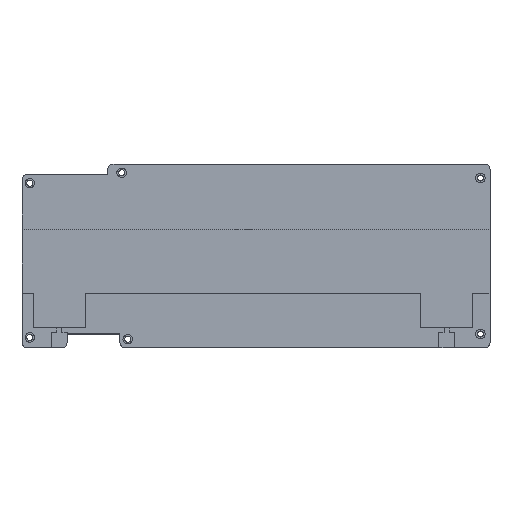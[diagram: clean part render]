
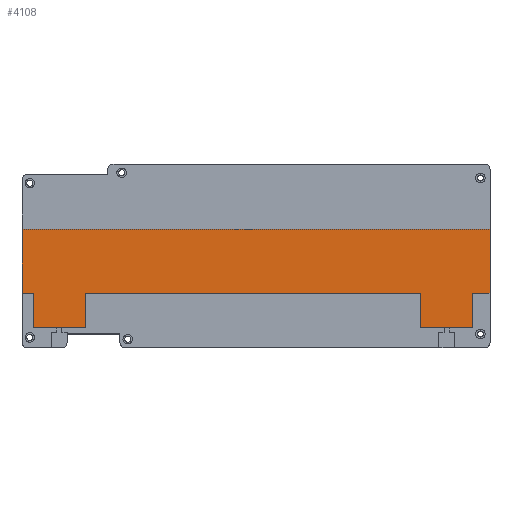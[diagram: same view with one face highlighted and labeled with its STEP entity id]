
A CAD part, top view. The second image highlights one B-rep face of the part: STEP entity #4108.
In plain terms, the highlighted planar face has unit normal (0, 0, 1).
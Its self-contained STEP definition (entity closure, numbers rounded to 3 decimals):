
#175=PLANE('',#4506);
#385=FACE_OUTER_BOUND('',#628,.T.);
#628=EDGE_LOOP('',(#3731,#3732,#3733,#3734,#3735,#3736,#3737,#3738,#3739,
#3740,#3741,#3742));
#985=LINE('',#6667,#1414);
#990=LINE('',#6677,#1419);
#1007=LINE('',#6721,#1436);
#1009=LINE('',#6725,#1438);
#1010=LINE('',#6728,#1439);
#1012=LINE('',#6732,#1441);
#1014=LINE('',#6735,#1443);
#1018=LINE('',#6744,#1447);
#1025=LINE('',#6759,#1454);
#1058=LINE('',#6870,#1487);
#1060=LINE('',#6873,#1489);
#1061=LINE('',#6875,#1490);
#1414=VECTOR('',#5429,10.);
#1419=VECTOR('',#5436,10.);
#1436=VECTOR('',#5473,10.);
#1438=VECTOR('',#5477,10.);
#1439=VECTOR('',#5480,10.);
#1441=VECTOR('',#5484,10.);
#1443=VECTOR('',#5488,10.);
#1447=VECTOR('',#5494,10.);
#1454=VECTOR('',#5507,10.);
#1487=VECTOR('',#5654,10.);
#1489=VECTOR('',#5658,10.);
#1490=VECTOR('',#5661,10.);
#1997=VERTEX_POINT('',#6664);
#1998=VERTEX_POINT('',#6666);
#2001=VERTEX_POINT('',#6674);
#2002=VERTEX_POINT('',#6676);
#2019=VERTEX_POINT('',#6719);
#2020=VERTEX_POINT('',#6723);
#2021=VERTEX_POINT('',#6727);
#2022=VERTEX_POINT('',#6731);
#2024=VERTEX_POINT('',#6738);
#2026=VERTEX_POINT('',#6742);
#2031=VERTEX_POINT('',#6758);
#2052=VERTEX_POINT('',#6869);
#2528=EDGE_CURVE('',#1997,#1998,#985,.T.);
#2533=EDGE_CURVE('',#2001,#2002,#990,.T.);
#2556=EDGE_CURVE('',#2019,#1997,#1007,.T.);
#2558=EDGE_CURVE('',#2020,#2001,#1009,.T.);
#2559=EDGE_CURVE('',#2021,#1998,#1010,.T.);
#2561=EDGE_CURVE('',#2022,#2002,#1012,.T.);
#2563=EDGE_CURVE('',#2021,#2020,#1014,.T.);
#2567=EDGE_CURVE('',#2026,#2024,#1018,.T.);
#2574=EDGE_CURVE('',#2024,#2031,#1025,.T.);
#2626=EDGE_CURVE('',#2022,#2052,#1058,.T.);
#2628=EDGE_CURVE('',#2031,#2019,#1060,.T.);
#2629=EDGE_CURVE('',#2052,#2026,#1061,.T.);
#3731=ORIENTED_EDGE('',*,*,#2629,.F.);
#3732=ORIENTED_EDGE('',*,*,#2626,.F.);
#3733=ORIENTED_EDGE('',*,*,#2561,.T.);
#3734=ORIENTED_EDGE('',*,*,#2533,.F.);
#3735=ORIENTED_EDGE('',*,*,#2558,.F.);
#3736=ORIENTED_EDGE('',*,*,#2563,.F.);
#3737=ORIENTED_EDGE('',*,*,#2559,.T.);
#3738=ORIENTED_EDGE('',*,*,#2528,.F.);
#3739=ORIENTED_EDGE('',*,*,#2556,.F.);
#3740=ORIENTED_EDGE('',*,*,#2628,.F.);
#3741=ORIENTED_EDGE('',*,*,#2574,.F.);
#3742=ORIENTED_EDGE('',*,*,#2567,.F.);
#4108=ADVANCED_FACE('',(#385),#175,.F.);
#4506=AXIS2_PLACEMENT_3D('',#6874,#5659,#5660);
#5429=DIRECTION('',(-1.,0.,0.));
#5436=DIRECTION('',(-1.,0.,0.));
#5473=DIRECTION('',(0.,-1.,0.));
#5477=DIRECTION('',(0.,-1.,0.));
#5480=DIRECTION('',(0.,-1.,0.));
#5484=DIRECTION('',(0.,-1.,0.));
#5488=DIRECTION('',(-1.,0.,0.));
#5494=DIRECTION('',(1.,0.,0.));
#5507=DIRECTION('',(0.,-1.,0.));
#5654=DIRECTION('',(-1.,0.,0.));
#5658=DIRECTION('',(-1.,0.,0.));
#5659=DIRECTION('center_axis',(0.,0.,-1.));
#5660=DIRECTION('ref_axis',(-1.,0.,0.));
#5661=DIRECTION('',(0.,1.,0.));
#6664=CARTESIAN_POINT('',(128.,-41.5,-5.5));
#6666=CARTESIAN_POINT('',(92.,-41.5,-5.5));
#6667=CARTESIAN_POINT('',(45.125,-41.5,-5.5));
#6674=CARTESIAN_POINT('',(-95.5,-41.5,-5.5));
#6676=CARTESIAN_POINT('',(-131.5,-41.5,-5.5));
#6677=CARTESIAN_POINT('',(-66.625,-41.5,-5.5));
#6719=CARTESIAN_POINT('',(128.,-21.5,-5.5));
#6721=CARTESIAN_POINT('',(128.,-21.5,-5.5));
#6723=CARTESIAN_POINT('',(-95.5,-21.5,-5.5));
#6725=CARTESIAN_POINT('',(-95.5,-21.5,-5.5));
#6727=CARTESIAN_POINT('',(92.,-21.5,-5.5));
#6728=CARTESIAN_POINT('',(92.,-21.5,-5.5));
#6731=CARTESIAN_POINT('',(-131.5,-21.5,-5.5));
#6732=CARTESIAN_POINT('',(-131.5,-21.5,-5.5));
#6735=CARTESIAN_POINT('',(-135.,-21.5,-5.5));
#6738=CARTESIAN_POINT('',(135.,17.5,-5.5));
#6742=CARTESIAN_POINT('',(-135.,17.5,-5.5));
#6744=CARTESIAN_POINT('',(-135.,17.5,-5.5));
#6758=CARTESIAN_POINT('',(135.,-21.5,-5.5));
#6759=CARTESIAN_POINT('',(135.,34.25,-5.5));
#6869=CARTESIAN_POINT('',(-135.,-21.5,-5.5));
#6870=CARTESIAN_POINT('',(-135.,-21.5,-5.5));
#6873=CARTESIAN_POINT('',(-135.,-21.5,-5.5));
#6874=CARTESIAN_POINT('Origin',(0.,-13.,-5.5));
#6875=CARTESIAN_POINT('',(-135.,-18.75,-5.5));
